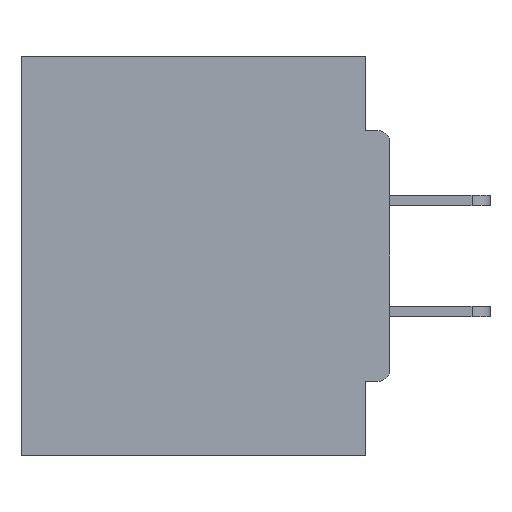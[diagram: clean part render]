
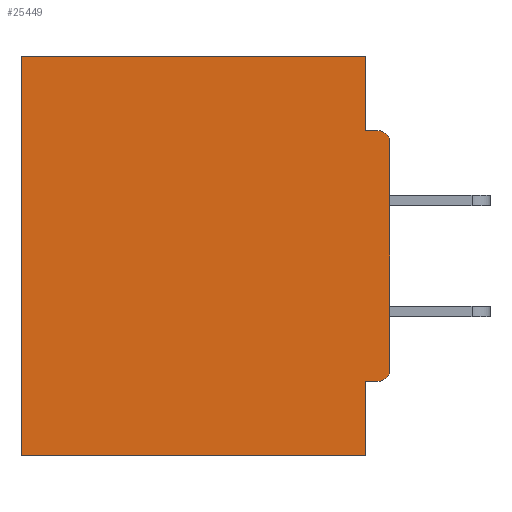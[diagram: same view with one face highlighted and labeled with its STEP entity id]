
A CAD part, left-side view. The second image highlights one B-rep face of the part: STEP entity #25449.
In plain terms, the highlighted planar face has unit normal (-1, 0, 0).
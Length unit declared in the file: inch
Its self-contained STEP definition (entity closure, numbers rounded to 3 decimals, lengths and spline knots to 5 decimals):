
#164 = CIRCLE ( 'NONE', #2532, 0.015 ) ;
#310 = ORIENTED_EDGE ( 'NONE', *, *, #34455, .F. ) ;
#576 = DIRECTION ( 'NONE',  ( 0., 1., 0. ) ) ;
#707 = ORIENTED_EDGE ( 'NONE', *, *, #27501, .F. ) ;
#849 = VERTEX_POINT ( 'NONE', #4631 ) ;
#1583 = VECTOR ( 'NONE', #4495, 39.37008 ) ;
#1992 = EDGE_CURVE ( 'NONE', #10782, #29714, #14806, .T. ) ;
#2218 = CARTESIAN_POINT ( 'NONE',  ( 0.298, 0.031, -0.0935 ) ) ;
#2532 = AXIS2_PLACEMENT_3D ( 'NONE', #26838, #29293, #32117 ) ;
#3061 = ORIENTED_EDGE ( 'NONE', *, *, #33769, .T. ) ;
#3222 = VECTOR ( 'NONE', #12826, 39.37008 ) ;
#3236 = VECTOR ( 'NONE', #23216, 39.37008 ) ;
#3764 = CARTESIAN_POINT ( 'NONE',  ( 0.298, 0.46, -0.5 ) ) ;
#3841 = FACE_OUTER_BOUND ( 'NONE', #29220, .T. ) ;
#4091 = LINE ( 'NONE', #6936, #3222 ) ;
#4495 = DIRECTION ( 'NONE',  ( 0., 0., -1. ) ) ;
#4631 = CARTESIAN_POINT ( 'NONE',  ( 0.298, 0.031, 0. ) ) ;
#4706 = CARTESIAN_POINT ( 'NONE',  ( 0.298, 0.031, -0.5 ) ) ;
#5368 = DIRECTION ( 'NONE',  ( 0., 0., -1. ) ) ;
#5909 = LINE ( 'NONE', #28826, #3236 ) ;
#6642 = ORIENTED_EDGE ( 'NONE', *, *, #35672, .F. ) ;
#6936 = CARTESIAN_POINT ( 'NONE',  ( 0.298, 0., -0.0935 ) ) ;
#7438 = CARTESIAN_POINT ( 'NONE',  ( 0.298, 0., 0. ) ) ;
#7812 = VECTOR ( 'NONE', #576, 39.37008 ) ;
#7885 = CIRCLE ( 'NONE', #20236, 0.015 ) ;
#9102 = VECTOR ( 'NONE', #26501, 39.37008 ) ;
#9404 = ORIENTED_EDGE ( 'NONE', *, *, #23799, .T. ) ;
#10387 = PLANE ( 'NONE',  #28541 ) ;
#10782 = VERTEX_POINT ( 'NONE', #32208 ) ;
#11739 = VERTEX_POINT ( 'NONE', #2218 ) ;
#11892 = DIRECTION ( 'NONE',  ( 0., 0., -1. ) ) ;
#12512 = EDGE_CURVE ( 'NONE', #849, #11739, #28836, .T. ) ;
#12826 = DIRECTION ( 'NONE',  ( 0., -1., 0. ) ) ;
#13084 = DIRECTION ( 'NONE',  ( 0., 0., -1. ) ) ;
#13120 = CARTESIAN_POINT ( 'NONE',  ( 0.298, 0.46, 0. ) ) ;
#13462 = LINE ( 'NONE', #32071, #30624 ) ;
#14806 = LINE ( 'NONE', #27290, #1583 ) ;
#15350 = VERTEX_POINT ( 'NONE', #13120 ) ;
#16054 = DIRECTION ( 'NONE',  ( 1., 0., 0. ) ) ;
#16674 = LINE ( 'NONE', #28621, #22419 ) ;
#17501 = LINE ( 'NONE', #20510, #7812 ) ;
#18145 = CARTESIAN_POINT ( 'NONE',  ( 0.298, 0., -0.5 ) ) ;
#19443 = DIRECTION ( 'NONE',  ( -1., 0., 0. ) ) ;
#19777 = VERTEX_POINT ( 'NONE', #27219 ) ;
#20236 = AXIS2_PLACEMENT_3D ( 'NONE', #30616, #19443, #5368 ) ;
#20282 = EDGE_CURVE ( 'NONE', #31709, #29714, #7885, .T. ) ;
#20510 = CARTESIAN_POINT ( 'NONE',  ( 0.298, 0., 0. ) ) ;
#21278 = EDGE_CURVE ( 'NONE', #849, #15350, #17501, .T. ) ;
#21672 = CARTESIAN_POINT ( 'NONE',  ( 0.298, 0.015, -0.4065 ) ) ;
#22419 = VECTOR ( 'NONE', #11892, 39.37008 ) ;
#23216 = DIRECTION ( 'NONE',  ( 0., 1., 0. ) ) ;
#23799 = EDGE_CURVE ( 'NONE', #10782, #27895, #164, .T. ) ;
#23916 = ORIENTED_EDGE ( 'NONE', *, *, #21278, .T. ) ;
#24464 = VERTEX_POINT ( 'NONE', #3764 ) ;
#24832 = CARTESIAN_POINT ( 'NONE',  ( 0.298, 0.031, -0.5 ) ) ;
#25449 = ADVANCED_FACE ( 'NONE', ( #3841 ), #10387, .F. ) ;
#25518 = ORIENTED_EDGE ( 'NONE', *, *, #12512, .F. ) ;
#25906 = ORIENTED_EDGE ( 'NONE', *, *, #28215, .F. ) ;
#26501 = DIRECTION ( 'NONE',  ( 0., 1., 0. ) ) ;
#26838 = CARTESIAN_POINT ( 'NONE',  ( 0.298, 0.015, -0.1085 ) ) ;
#27219 = CARTESIAN_POINT ( 'NONE',  ( 0.298, 0.031, -0.4065 ) ) ;
#27290 = CARTESIAN_POINT ( 'NONE',  ( 0.298, 0., 0. ) ) ;
#27501 = EDGE_CURVE ( 'NONE', #19777, #31171, #13462, .T. ) ;
#27895 = VERTEX_POINT ( 'NONE', #28447 ) ;
#28215 = EDGE_CURVE ( 'NONE', #11739, #27895, #4091, .T. ) ;
#28447 = CARTESIAN_POINT ( 'NONE',  ( 0.298, 0.015, -0.0935 ) ) ;
#28541 = AXIS2_PLACEMENT_3D ( 'NONE', #7438, #16054, #13084 ) ;
#28621 = CARTESIAN_POINT ( 'NONE',  ( 0.298, 0.46, 0. ) ) ;
#28826 = CARTESIAN_POINT ( 'NONE',  ( 0.298, 0., -0.4065 ) ) ;
#28836 = LINE ( 'NONE', #4706, #33695 ) ;
#29220 = EDGE_LOOP ( 'NONE', ( #9404, #25906, #25518, #23916, #3061, #310, #707, #6642, #29954, #31590 ) ) ;
#29293 = DIRECTION ( 'NONE',  ( -1., 0., 0. ) ) ;
#29714 = VERTEX_POINT ( 'NONE', #30999 ) ;
#29954 = ORIENTED_EDGE ( 'NONE', *, *, #20282, .T. ) ;
#30616 = CARTESIAN_POINT ( 'NONE',  ( 0.298, 0.015, -0.3915 ) ) ;
#30624 = VECTOR ( 'NONE', #34770, 39.37008 ) ;
#30999 = CARTESIAN_POINT ( 'NONE',  ( 0.298, 0., -0.3915 ) ) ;
#31171 = VERTEX_POINT ( 'NONE', #24832 ) ;
#31590 = ORIENTED_EDGE ( 'NONE', *, *, #1992, .F. ) ;
#31709 = VERTEX_POINT ( 'NONE', #21672 ) ;
#32071 = CARTESIAN_POINT ( 'NONE',  ( 0.298, 0.031, -0.5 ) ) ;
#32117 = DIRECTION ( 'NONE',  ( 0., 0., -1. ) ) ;
#32208 = CARTESIAN_POINT ( 'NONE',  ( 0.298, 0., -0.1085 ) ) ;
#32782 = DIRECTION ( 'NONE',  ( 0., 0., -1. ) ) ;
#33695 = VECTOR ( 'NONE', #32782, 39.37008 ) ;
#33769 = EDGE_CURVE ( 'NONE', #15350, #24464, #16674, .T. ) ;
#34455 = EDGE_CURVE ( 'NONE', #31171, #24464, #36374, .T. ) ;
#34770 = DIRECTION ( 'NONE',  ( 0., 0., -1. ) ) ;
#35672 = EDGE_CURVE ( 'NONE', #31709, #19777, #5909, .T. ) ;
#36374 = LINE ( 'NONE', #18145, #9102 ) ;
